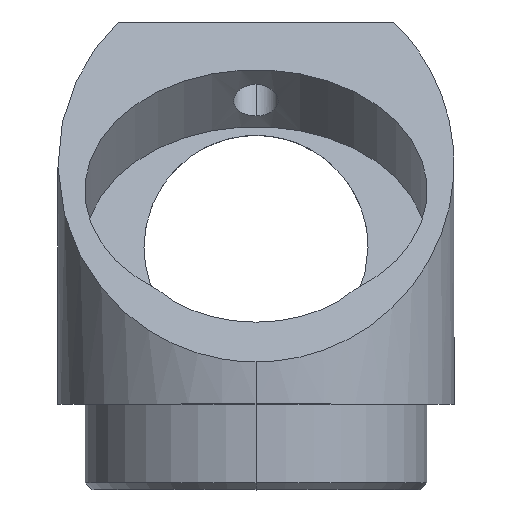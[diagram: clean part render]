
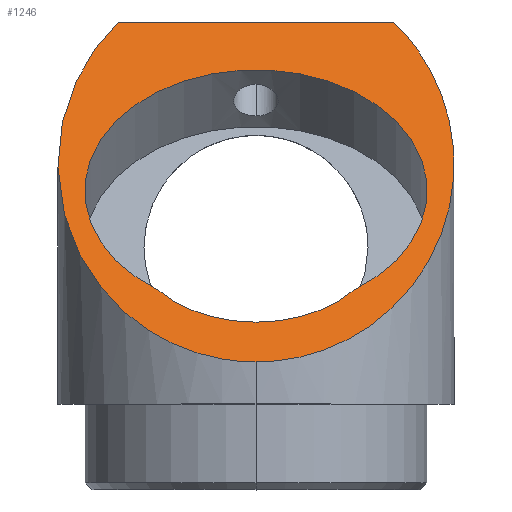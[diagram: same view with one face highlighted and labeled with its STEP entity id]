
A CAD part, top view. The second image highlights one B-rep face of the part: STEP entity #1246.
In plain terms, the highlighted planar face has unit normal (0, 0.707, 0.707).
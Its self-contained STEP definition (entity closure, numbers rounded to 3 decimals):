
#1 = ORIENTED_EDGE ( 'NONE', *, *, #980, .F. ) ;
#10 = AXIS2_PLACEMENT_3D ( 'NONE', #755, #895, #124 ) ;
#13 = CIRCLE ( 'NONE', #707, 12.738 ) ;
#47 = CARTESIAN_POINT ( 'NONE',  ( 0., 3.124, 14.732 ) ) ;
#124 = DIRECTION ( 'NONE',  ( 0., -0.707, 0.707 ) ) ;
#222 = CARTESIAN_POINT ( 'NONE',  ( 87.603, 28.448, -10.592 ) ) ;
#229 = DIRECTION ( 'NONE',  ( 0., -0.707, 0.707 ) ) ;
#251 = DIRECTION ( 'NONE',  ( 0., -0.707, 0.707 ) ) ;
#261 = EDGE_LOOP ( 'NONE', ( #649, #408, #1 ) ) ;
#266 = CARTESIAN_POINT ( 'NONE',  ( 10.239, 28.448, -10.592 ) ) ;
#278 = CARTESIAN_POINT ( 'NONE',  ( -10.239, 28.448, -10.592 ) ) ;
#289 = ORIENTED_EDGE ( 'NONE', *, *, #1118, .T. ) ;
#305 = AXIS2_PLACEMENT_3D ( 'NONE', #1344, #552, #229 ) ;
#314 = CARTESIAN_POINT ( 'NONE',  ( 87.603, 3.124, 14.732 ) ) ;
#370 = CARTESIAN_POINT ( 'NONE',  ( 21.464, 17.597, 0.259 ) ) ;
#408 = ORIENTED_EDGE ( 'NONE', *, *, #1030, .F. ) ;
#442 = VERTEX_POINT ( 'NONE', #817 ) ;
#471 = CARTESIAN_POINT ( 'NONE',  ( -15.612, 3.124, 14.732 ) ) ;
#485 = CARTESIAN_POINT ( 'NONE',  ( 0., 6.087, 11.769 ) ) ;
#503 = CARTESIAN_POINT ( 'NONE',  ( -21.464, 17.597, 0.259 ) ) ;
#552 = DIRECTION ( 'NONE',  ( 0., 0.707, 0.707 ) ) ;
#575 = LINE ( 'NONE', #222, #635 ) ;
#577 = CARTESIAN_POINT ( 'NONE',  ( 10.239, 28.448, -10.592 ) ) ;
#585 = EDGE_CURVE ( 'NONE', #648, #1201, #887, .T. ) ;
#623 = DIRECTION ( 'NONE',  ( 0., 0.707, 0.707 ) ) ;
#635 = VECTOR ( 'NONE', #1254, 1000. ) ;
#648 = VERTEX_POINT ( 'NONE', #1112 ) ;
#649 = ORIENTED_EDGE ( 'NONE', *, *, #585, .F. ) ;
#673 =( BOUNDED_CURVE ( )  B_SPLINE_CURVE ( 3, ( #47, #705, #370, #266 ),
 .UNSPECIFIED., .F., .T. ) 
 B_SPLINE_CURVE_WITH_KNOTS ( ( 4, 4 ),
 ( 0., 2.373 ),
 .UNSPECIFIED. ) 
 CURVE ( )  GEOMETRIC_REPRESENTATION_ITEM ( )  RATIONAL_B_SPLINE_CURVE ( ( 1., 0.583, 0.583, 1. ) ) 
 REPRESENTATION_ITEM ( '' )  );
#705 = CARTESIAN_POINT ( 'NONE',  ( 15.612, 3.124, 14.732 ) ) ;
#707 = AXIS2_PLACEMENT_3D ( 'NONE', #1029, #1258, #251 ) ;
#738 = FACE_OUTER_BOUND ( 'NONE', #1020, .T. ) ;
#739 = VERTEX_POINT ( 'NONE', #1031 ) ;
#747 = CIRCLE ( 'NONE', #305, 9.525 ) ;
#754 = VERTEX_POINT ( 'NONE', #577 ) ;
#755 = CARTESIAN_POINT ( 'NONE',  ( 0., 12.822, 5.034 ) ) ;
#763 =( BOUNDED_CURVE ( )  B_SPLINE_CURVE ( 3, ( #278, #503, #471, #1292 ),
 .UNSPECIFIED., .F., .T. ) 
 B_SPLINE_CURVE_WITH_KNOTS ( ( 4, 4 ),
 ( 3.91, 6.283 ),
 .UNSPECIFIED. ) 
 CURVE ( )  GEOMETRIC_REPRESENTATION_ITEM ( )  RATIONAL_B_SPLINE_CURVE ( ( 1., 0.583, 0.583, 1. ) ) 
 REPRESENTATION_ITEM ( '' )  );
#807 = CARTESIAN_POINT ( 'NONE',  ( 7.295, 8.492, 9.364 ) ) ;
#817 = CARTESIAN_POINT ( 'NONE',  ( -10.239, 28.448, -10.592 ) ) ;
#869 = PLANE ( 'NONE',  #1080 ) ;
#875 = FACE_BOUND ( 'NONE', #261, .T. ) ;
#887 = CIRCLE ( 'NONE', #10, 9.525 ) ;
#895 = DIRECTION ( 'NONE',  ( 0., 0.707, 0.707 ) ) ;
#941 = EDGE_CURVE ( 'NONE', #754, #442, #575, .T. ) ;
#980 = EDGE_CURVE ( 'NONE', #1201, #1013, #747, .T. ) ;
#1013 = VERTEX_POINT ( 'NONE', #807 ) ;
#1020 = EDGE_LOOP ( 'NONE', ( #289, #1338, #1295 ) ) ;
#1029 = CARTESIAN_POINT ( 'NONE',  ( 0., 15.876, 1.98 ) ) ;
#1030 = EDGE_CURVE ( 'NONE', #1013, #648, #13, .T. ) ;
#1031 = CARTESIAN_POINT ( 'NONE',  ( 0., 3.124, 14.732 ) ) ;
#1067 = DIRECTION ( 'NONE',  ( 0., -0.707, 0.707 ) ) ;
#1080 = AXIS2_PLACEMENT_3D ( 'NONE', #314, #623, #1067 ) ;
#1112 = CARTESIAN_POINT ( 'NONE',  ( -7.295, 8.492, 9.364 ) ) ;
#1118 = EDGE_CURVE ( 'NONE', #442, #739, #763, .T. ) ;
#1186 = EDGE_CURVE ( 'NONE', #739, #754, #673, .T. ) ;
#1201 = VERTEX_POINT ( 'NONE', #485 ) ;
#1246 = ADVANCED_FACE ( 'NONE', ( #875, #738 ), #869, .T. ) ;
#1254 = DIRECTION ( 'NONE',  ( -1., 0., 0. ) ) ;
#1258 = DIRECTION ( 'NONE',  ( 0., 0.707, 0.707 ) ) ;
#1292 = CARTESIAN_POINT ( 'NONE',  ( 0., 3.124, 14.732 ) ) ;
#1295 = ORIENTED_EDGE ( 'NONE', *, *, #941, .T. ) ;
#1338 = ORIENTED_EDGE ( 'NONE', *, *, #1186, .T. ) ;
#1344 = CARTESIAN_POINT ( 'NONE',  ( 0., 12.822, 5.034 ) ) ;
